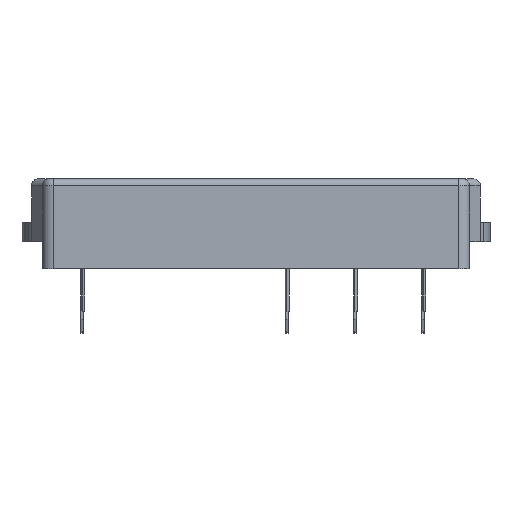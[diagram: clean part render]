
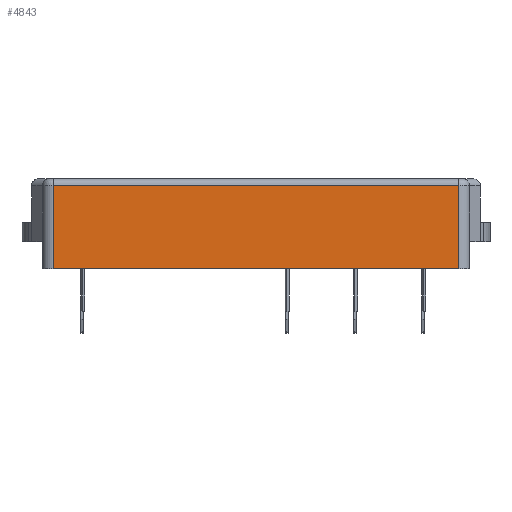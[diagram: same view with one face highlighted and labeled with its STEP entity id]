
A CAD part, left-side view. The second image highlights one B-rep face of the part: STEP entity #4843.
In plain terms, the highlighted planar face has unit normal (-1, 0, 0).
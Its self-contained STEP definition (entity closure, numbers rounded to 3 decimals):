
#429 = EDGE_LOOP ( 'NONE', ( #3115, #3116, #3117, #3118 ) ) ;
#494 = VERTEX_POINT ( 'NONE', #1417 ) ;
#499 = VERTEX_POINT ( 'NONE', #1440 ) ;
#502 = VERTEX_POINT ( 'NONE', #1458 ) ;
#511 = VERTEX_POINT ( 'NONE', #1397 ) ;
#1397 = CARTESIAN_POINT ( 'NONE',  ( -6.45, -14.85, 6.1 ) ) ;
#1417 = CARTESIAN_POINT ( 'NONE',  ( -6.45, 14.85, 0. ) ) ;
#1440 = CARTESIAN_POINT ( 'NONE',  ( -6.45, 14.85, 6.1 ) ) ;
#1458 = CARTESIAN_POINT ( 'NONE',  ( -6.45, -14.85, 0. ) ) ;
#3115 = ORIENTED_EDGE ( 'NONE', *, *, #5892, .F. ) ;
#3116 = ORIENTED_EDGE ( 'NONE', *, *, #5893, .T. ) ;
#3117 = ORIENTED_EDGE ( 'NONE', *, *, #5889, .T. ) ;
#3118 = ORIENTED_EDGE ( 'NONE', *, *, #5878, .T. ) ;
#4843 = ADVANCED_FACE ( 'NONE', ( #21824 ), #22421, .F. ) ;
#5878 = EDGE_CURVE ( 'NONE', #494, #502, #24895, .T. ) ;
#5889 = EDGE_CURVE ( 'NONE', #499, #494, #24914, .T. ) ;
#5892 = EDGE_CURVE ( 'NONE', #511, #502, #24919, .T. ) ;
#5893 = EDGE_CURVE ( 'NONE', #511, #499, #24921, .T. ) ;
#21161 = AXIS2_PLACEMENT_3D ( 'NONE', #22441, #22442, #22443 ) ;
#21824 = FACE_OUTER_BOUND ( 'NONE', #429, .T. ) ;
#22421 = PLANE ( 'NONE',  #21161 ) ;
#22441 = CARTESIAN_POINT ( 'NONE',  ( -6.45, -14.85, 6.6 ) ) ;
#22442 = DIRECTION ( 'NONE',  ( 1., 0., 0. ) ) ;
#22443 = DIRECTION ( 'NONE',  ( 0., 0., -1. ) ) ;
#24895 = LINE ( 'NONE', #25347, #24899 ) ;
#24899 = VECTOR ( 'NONE', #25345, 1000. ) ;
#24914 = LINE ( 'NONE', #25376, #24917 ) ;
#24917 = VECTOR ( 'NONE', #25377, 1000. ) ;
#24919 = LINE ( 'NONE', #25383, #24922 ) ;
#24921 = LINE ( 'NONE', #25385, #24924 ) ;
#24922 = VECTOR ( 'NONE', #25384, 1000. ) ;
#24924 = VECTOR ( 'NONE', #25386, 1000. ) ;
#25345 = DIRECTION ( 'NONE',  ( 0., -1., 0. ) ) ;
#25347 = CARTESIAN_POINT ( 'NONE',  ( -6.45, -14.85, 0. ) ) ;
#25376 = CARTESIAN_POINT ( 'NONE',  ( -6.45, 14.85, 6.6 ) ) ;
#25377 = DIRECTION ( 'NONE',  ( 0., 0., -1. ) ) ;
#25383 = CARTESIAN_POINT ( 'NONE',  ( -6.45, -14.85, 6.6 ) ) ;
#25384 = DIRECTION ( 'NONE',  ( 0., 0., -1. ) ) ;
#25385 = CARTESIAN_POINT ( 'NONE',  ( -6.45, 14.85, 6.1 ) ) ;
#25386 = DIRECTION ( 'NONE',  ( 0., 1., 0. ) ) ;
